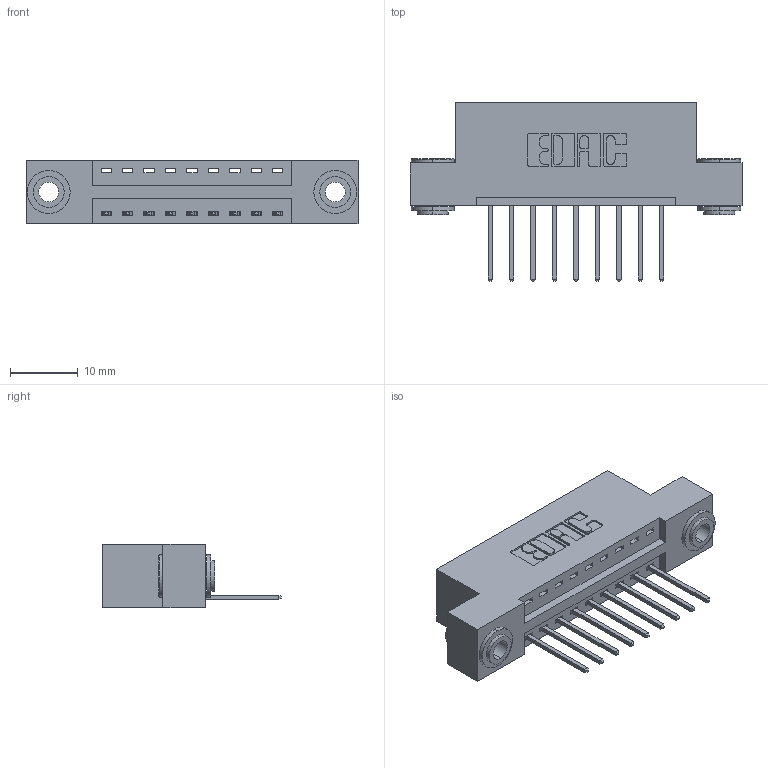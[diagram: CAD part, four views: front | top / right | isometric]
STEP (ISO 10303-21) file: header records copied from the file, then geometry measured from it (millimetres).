
FILE_DESCRIPTION (( 'STEP AP203' ), '1' );
FILE_NAME ('346-009-522-103.STEP', '2022-05-04T22:14:08', ( '' ), ( '' ), 'SwSTEP 2.0', 'SolidWorks 2020', '' );
FILE_SCHEMA (( 'CONFIG_CONTROL_DESIGN' ));
Length unit declared in the file: inch
Products named in the file (4): 346 Part_Flush Mounting Lugs - 0.156 Dia-TH; 345-250-002_345-250-002-102; 346-009-522-103; 345-292-001_345-293-122
Assembly tree (12 placements, depth 2):
  346-009-522-103
    346 Part_Flush Mounting Lugs - 0.156 Dia-TH
    345-292-001_345-293-122  x9
    345-250-002_345-250-002-102  x2
Bounding box: 49.15 x 26.42 x 9.4 mm (x, y, z)
Volume: 4479.7 mm3; surface area: 5527.5 mm2
Topology: 12 solids, 12 shells, 696 faces, 2025 edges, 1334 vertices
Faces by surface type: plane 460, cylinder 228, cone 8
Entity records: 11112 total; most frequent: CARTESIAN_POINT 1896, ORIENTED_EDGE 1830, DIRECTION 1743, EDGE_CURVE 915, LINE 723, VECTOR 723, VERTEX_POINT 606, AXIS2_PLACEMENT_3D 510
